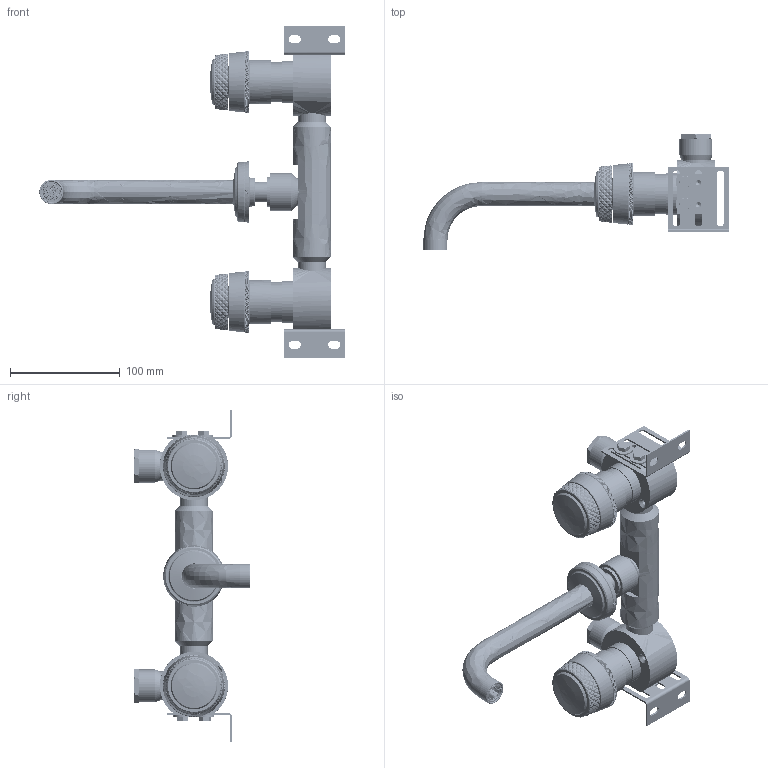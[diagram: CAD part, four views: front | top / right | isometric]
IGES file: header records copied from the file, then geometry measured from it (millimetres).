
Global section: file name: T11KA17-1CCR; native system: Autodesk Inventor 2024; preprocessor: unknown; author: kwhieldon; date: 20240529.095204; units: millimetre
Bounding box: 277.85 x 105.5 x 302 mm (x, y, z)
Volume: 542769.1 mm3; surface area: 275658 mm2
Topology: 67 solids, 67 shells, 13200 faces, 30025 edges, 17097 vertices
Faces by surface type: bspline 13200
